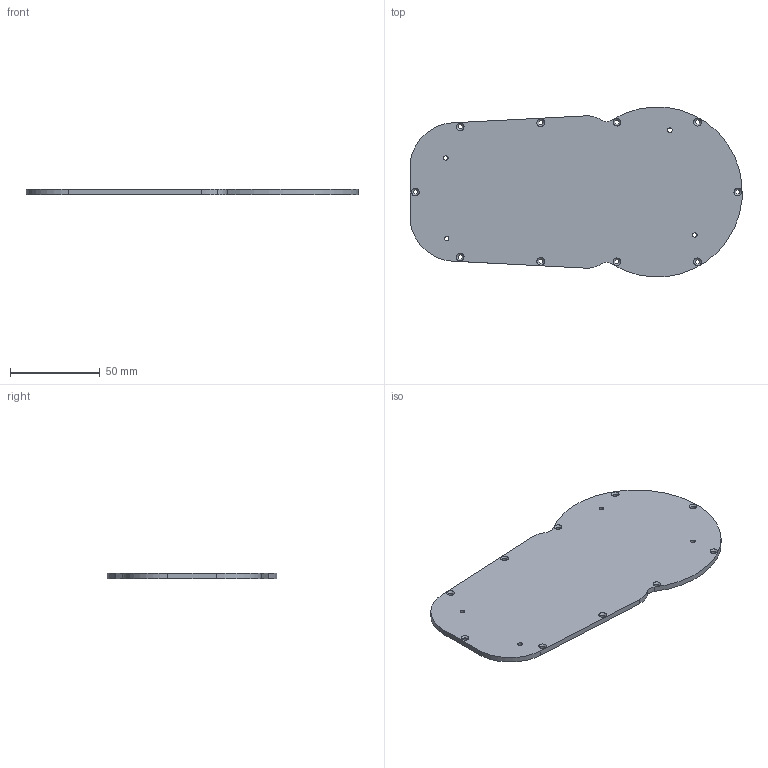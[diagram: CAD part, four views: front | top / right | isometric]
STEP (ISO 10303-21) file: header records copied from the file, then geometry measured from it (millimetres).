
FILE_DESCRIPTION(('CATIA V5 STEP Exchange'),'2;1');
FILE_NAME('Unterteil.stp','2012-06-26T17:10:52+00:00',('none'),('none'),'CATIA Version 5 Release 21 SP 1 (IN-10)','CATIA V5 STEP AP203','none');
FILE_SCHEMA(('CONFIG_CONTROL_DESIGN'));
Length unit declared in the file: millimetre
Products named in the file (1): Gehaeuse Unterseite
Bounding box: 185.33 x 94.86 x 3 mm (x, y, z)
Volume: 43617.9 mm3; surface area: 30861 mm2
Topology: 1 solids, 1 shells, 60 faces, 154 edges, 96 vertices
Faces by surface type: cylinder 35, cone 20, plane 5
Entity records: 1736 total; most frequent: ORIENTED_EDGE 308, CARTESIAN_POINT 287, DIRECTION 226, EDGE_CURVE 154, AXIS2_PLACEMENT_3D 127, VERTEX_POINT 96, CIRCLE 90, EDGE_LOOP 88
